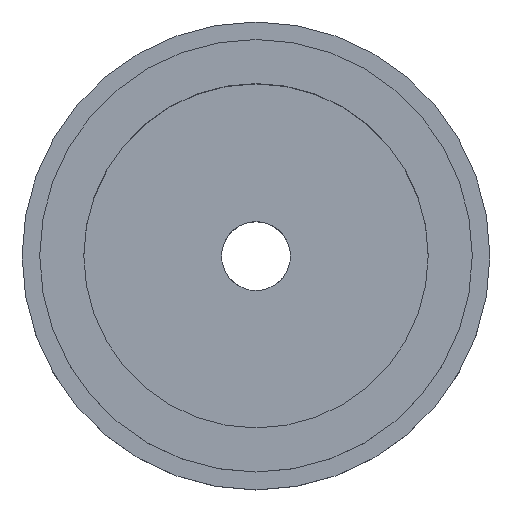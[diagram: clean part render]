
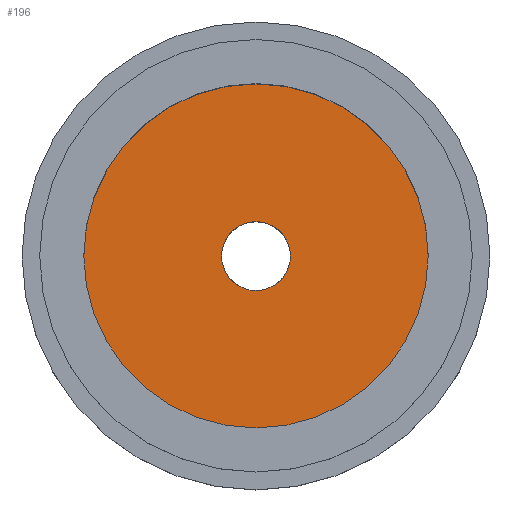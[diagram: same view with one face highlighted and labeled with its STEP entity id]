
A CAD part, top view. The second image highlights one B-rep face of the part: STEP entity #196.
In plain terms, the highlighted planar face has unit normal (0, 0, 1).
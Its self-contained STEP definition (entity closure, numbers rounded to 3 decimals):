
#32 = EDGE_LOOP ( 'NONE', ( #511, #286 ) ) ;
#36 = EDGE_CURVE ( 'NONE', #469, #801, #572, .T. ) ;
#40 = CARTESIAN_POINT ( 'NONE',  ( -1.5, 0., 4.22 ) ) ;
#42 = DIRECTION ( 'NONE',  ( 0., 0., 1. ) ) ;
#47 = AXIS2_PLACEMENT_3D ( 'NONE', #881, #891, #665 ) ;
#62 = CARTESIAN_POINT ( 'NONE',  ( 0., 0., 4.22 ) ) ;
#95 = ORIENTED_EDGE ( 'NONE', *, *, #806, .T. ) ;
#105 = DIRECTION ( 'NONE',  ( 1., 0., 0. ) ) ;
#118 = DIRECTION ( 'NONE',  ( 0., 0., 1. ) ) ;
#143 = AXIS2_PLACEMENT_3D ( 'NONE', #614, #118, #105 ) ;
#170 = EDGE_CURVE ( 'NONE', #801, #469, #329, .T. ) ;
#178 = CARTESIAN_POINT ( 'NONE',  ( 1.5, 0., 4.22 ) ) ;
#196 = ADVANCED_FACE ( 'NONE', ( #919, #343 ), #254, .T. ) ;
#248 = CARTESIAN_POINT ( 'NONE',  ( -7.5, 0., 4.22 ) ) ;
#254 = PLANE ( 'NONE',  #143 ) ;
#286 = ORIENTED_EDGE ( 'NONE', *, *, #170, .T. ) ;
#317 = EDGE_LOOP ( 'NONE', ( #95, #646 ) ) ;
#329 = CIRCLE ( 'NONE', #915, 7.5 ) ;
#343 = FACE_OUTER_BOUND ( 'NONE', #32, .T. ) ;
#417 = DIRECTION ( 'NONE',  ( 0., 0., -1. ) ) ;
#447 = DIRECTION ( 'NONE',  ( 0., 0., -1. ) ) ;
#469 = VERTEX_POINT ( 'NONE', #571 ) ;
#494 = CIRCLE ( 'NONE', #855, 1.5 ) ;
#511 = ORIENTED_EDGE ( 'NONE', *, *, #36, .T. ) ;
#515 = CIRCLE ( 'NONE', #734, 1.5 ) ;
#518 = EDGE_CURVE ( 'NONE', #666, #771, #494, .T. ) ;
#540 = CARTESIAN_POINT ( 'NONE',  ( 0., 0., 4.22 ) ) ;
#571 = CARTESIAN_POINT ( 'NONE',  ( 7.5, 0., 4.22 ) ) ;
#572 = CIRCLE ( 'NONE', #47, 7.5 ) ;
#614 = CARTESIAN_POINT ( 'NONE',  ( 0., 0., 4.22 ) ) ;
#646 = ORIENTED_EDGE ( 'NONE', *, *, #518, .T. ) ;
#665 = DIRECTION ( 'NONE',  ( 1., 0., 0. ) ) ;
#666 = VERTEX_POINT ( 'NONE', #178 ) ;
#687 = DIRECTION ( 'NONE',  ( 1., 0., 0. ) ) ;
#734 = AXIS2_PLACEMENT_3D ( 'NONE', #62, #417, #925 ) ;
#771 = VERTEX_POINT ( 'NONE', #40 ) ;
#801 = VERTEX_POINT ( 'NONE', #248 ) ;
#806 = EDGE_CURVE ( 'NONE', #771, #666, #515, .T. ) ;
#855 = AXIS2_PLACEMENT_3D ( 'NONE', #882, #447, #877 ) ;
#877 = DIRECTION ( 'NONE',  ( 1., 0., 0. ) ) ;
#881 = CARTESIAN_POINT ( 'NONE',  ( 0., 0., 4.22 ) ) ;
#882 = CARTESIAN_POINT ( 'NONE',  ( 0., 0., 4.22 ) ) ;
#891 = DIRECTION ( 'NONE',  ( 0., 0., 1. ) ) ;
#915 = AXIS2_PLACEMENT_3D ( 'NONE', #540, #42, #687 ) ;
#919 = FACE_BOUND ( 'NONE', #317, .T. ) ;
#925 = DIRECTION ( 'NONE',  ( 1., 0., 0. ) ) ;
